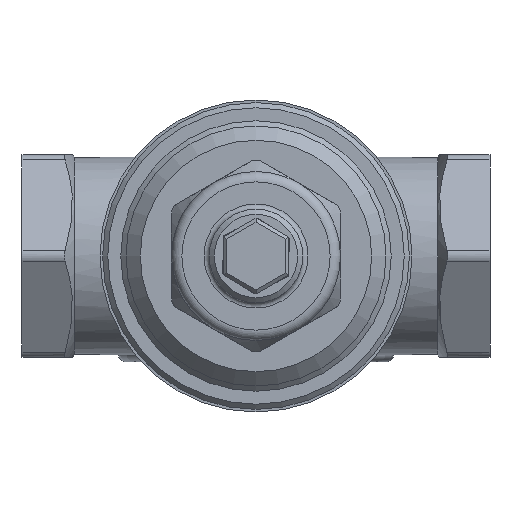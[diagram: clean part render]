
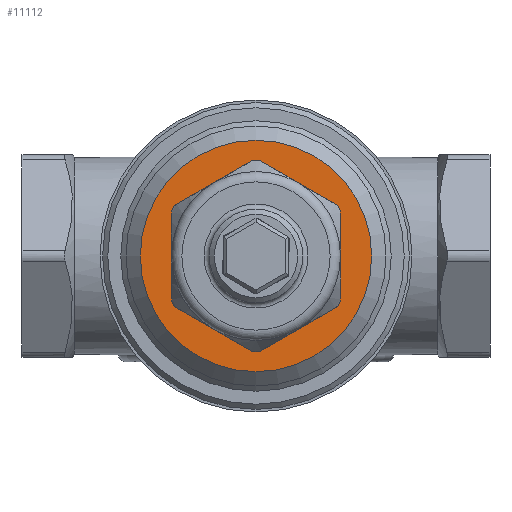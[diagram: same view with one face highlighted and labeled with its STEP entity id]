
A CAD part, front view. The second image highlights one B-rep face of the part: STEP entity #11112.
In plain terms, the highlighted planar face has unit normal (0, -1, 0).
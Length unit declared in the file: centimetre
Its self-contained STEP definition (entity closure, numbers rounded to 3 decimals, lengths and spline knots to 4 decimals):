
#150=PLANE('',#11748);
#468=LINE('',#15061,#1254);
#471=LINE('',#15069,#1257);
#473=LINE('',#15075,#1259);
#475=LINE('',#15079,#1261);
#478=LINE('',#15087,#1264);
#481=LINE('',#15095,#1267);
#1254=VECTOR('',#12578,1.6454);
#1257=VECTOR('',#12587,1.6454);
#1259=VECTOR('',#12595,1.6454);
#1261=VECTOR('',#12599,1.6454);
#1264=VECTOR('',#12608,1.6454);
#1267=VECTOR('',#12617,1.6454);
#2192=FACE_BOUND('',#3483,.T.);
#2870=FACE_OUTER_BOUND('',#3482,.T.);
#3482=EDGE_LOOP('',(#7334));
#3483=EDGE_LOOP('',(#7335,#7336,#7337,#7338,#7339,#7340,#7341,#7342,#7343,
#7344,#7345,#7346));
#4149=CIRCLE('',#11685,2.225);
#4172=CIRCLE('',#11725,0.2);
#4173=CIRCLE('',#11728,0.2);
#4174=CIRCLE('',#11731,0.2);
#4175=CIRCLE('',#11735,0.2);
#4176=CIRCLE('',#11738,0.2);
#4177=CIRCLE('',#11741,0.2);
#4454=VERTEX_POINT('',#14988);
#4477=VERTEX_POINT('',#15051);
#4478=VERTEX_POINT('',#15052);
#4479=VERTEX_POINT('',#15057);
#4480=VERTEX_POINT('',#15059);
#4481=VERTEX_POINT('',#15063);
#4482=VERTEX_POINT('',#15067);
#4483=VERTEX_POINT('',#15071);
#4484=VERTEX_POINT('',#15077);
#4485=VERTEX_POINT('',#15081);
#4486=VERTEX_POINT('',#15085);
#4487=VERTEX_POINT('',#15089);
#4488=VERTEX_POINT('',#15093);
#5621=EDGE_CURVE('',#4454,#4454,#4149,.T.);
#5644=EDGE_CURVE('',#4477,#4478,#4172,.T.);
#5649=EDGE_CURVE('',#4479,#4480,#468,.T.);
#5651=EDGE_CURVE('',#4480,#4481,#4173,.T.);
#5653=EDGE_CURVE('',#4481,#4482,#471,.T.);
#5655=EDGE_CURVE('',#4482,#4483,#4174,.T.);
#5656=EDGE_CURVE('',#4483,#4477,#473,.T.);
#5658=EDGE_CURVE('',#4478,#4484,#475,.T.);
#5660=EDGE_CURVE('',#4484,#4485,#4175,.T.);
#5662=EDGE_CURVE('',#4485,#4486,#478,.T.);
#5664=EDGE_CURVE('',#4486,#4487,#4176,.T.);
#5666=EDGE_CURVE('',#4487,#4488,#481,.T.);
#5667=EDGE_CURVE('',#4488,#4479,#4177,.T.);
#7334=ORIENTED_EDGE('',*,*,#5621,.F.);
#7335=ORIENTED_EDGE('',*,*,#5649,.T.);
#7336=ORIENTED_EDGE('',*,*,#5651,.T.);
#7337=ORIENTED_EDGE('',*,*,#5653,.T.);
#7338=ORIENTED_EDGE('',*,*,#5655,.T.);
#7339=ORIENTED_EDGE('',*,*,#5656,.T.);
#7340=ORIENTED_EDGE('',*,*,#5644,.T.);
#7341=ORIENTED_EDGE('',*,*,#5658,.T.);
#7342=ORIENTED_EDGE('',*,*,#5660,.T.);
#7343=ORIENTED_EDGE('',*,*,#5662,.T.);
#7344=ORIENTED_EDGE('',*,*,#5664,.T.);
#7345=ORIENTED_EDGE('',*,*,#5666,.T.);
#7346=ORIENTED_EDGE('',*,*,#5667,.T.);
#11112=ADVANCED_FACE('',(#2870,#2192),#150,.T.);
#11685=AXIS2_PLACEMENT_3D('',#14989,#12490,#12491);
#11725=AXIS2_PLACEMENT_3D('',#15053,#12570,#12571);
#11728=AXIS2_PLACEMENT_3D('',#15065,#12582,#12583);
#11731=AXIS2_PLACEMENT_3D('',#15073,#12591,#12592);
#11735=AXIS2_PLACEMENT_3D('',#15083,#12603,#12604);
#11738=AXIS2_PLACEMENT_3D('',#15091,#12612,#12613);
#11741=AXIS2_PLACEMENT_3D('',#15097,#12620,#12621);
#11748=AXIS2_PLACEMENT_3D('',#15104,#12634,#12635);
#12490=DIRECTION('center_axis',(0.,1.,0.));
#12491=DIRECTION('ref_axis',(0.,0.,1.));
#12570=DIRECTION('center_axis',(0.,1.,0.));
#12571=DIRECTION('ref_axis',(0.,0.,-1.));
#12578=DIRECTION('',(0.866,0.,-0.5));
#12582=DIRECTION('center_axis',(0.,1.,0.));
#12583=DIRECTION('ref_axis',(0.,0.,-1.));
#12587=DIRECTION('',(0.,0.,-1.));
#12591=DIRECTION('center_axis',(0.,1.,0.));
#12592=DIRECTION('ref_axis',(0.,0.,-1.));
#12595=DIRECTION('',(-0.866,0.,-0.5));
#12599=DIRECTION('',(-0.866,0.,0.5));
#12603=DIRECTION('center_axis',(0.,1.,0.));
#12604=DIRECTION('ref_axis',(0.,0.,-1.));
#12608=DIRECTION('',(0.,0.,1.));
#12612=DIRECTION('center_axis',(0.,1.,0.));
#12613=DIRECTION('ref_axis',(0.,0.,-1.));
#12617=DIRECTION('',(0.866,0.,0.5));
#12620=DIRECTION('center_axis',(0.,1.,0.));
#12621=DIRECTION('ref_axis',(0.,0.,-1.));
#12634=DIRECTION('center_axis',(0.,-1.,0.));
#12635=DIRECTION('ref_axis',(0.,0.,-1.));
#14988=CARTESIAN_POINT('',(-1.2135,-3.5683,2.225));
#14989=CARTESIAN_POINT('Origin',(-1.2135,-3.5683,0.));
#15051=CARTESIAN_POINT('',(-1.1135,-3.5683,-1.8187));
#15052=CARTESIAN_POINT('',(-1.3135,-3.5683,-1.8187));
#15053=CARTESIAN_POINT('Origin',(-1.2135,-3.5683,-1.6454));
#15057=CARTESIAN_POINT('',(-1.1135,-3.5683,1.8187));
#15059=CARTESIAN_POINT('',(0.3115,-3.5683,0.9959));
#15061=CARTESIAN_POINT('',(0.3115,-3.5683,0.9959));
#15063=CARTESIAN_POINT('',(0.4115,-3.5683,0.8227));
#15065=CARTESIAN_POINT('Origin',(0.2115,-3.5683,0.8227));
#15067=CARTESIAN_POINT('',(0.4115,-3.5683,-0.8227));
#15069=CARTESIAN_POINT('',(0.4115,-3.5683,-0.8227));
#15071=CARTESIAN_POINT('',(0.3115,-3.5683,-0.9959));
#15073=CARTESIAN_POINT('Origin',(0.2115,-3.5683,-0.8227));
#15075=CARTESIAN_POINT('',(-1.1135,-3.5683,-1.8187));
#15077=CARTESIAN_POINT('',(-2.7385,-3.5683,-0.9959));
#15079=CARTESIAN_POINT('',(-2.7385,-3.5683,-0.9959));
#15081=CARTESIAN_POINT('',(-2.8385,-3.5683,-0.8227));
#15083=CARTESIAN_POINT('Origin',(-2.6385,-3.5683,-0.8227));
#15085=CARTESIAN_POINT('',(-2.8385,-3.5683,0.8227));
#15087=CARTESIAN_POINT('',(-2.8385,-3.5683,0.8227));
#15089=CARTESIAN_POINT('',(-2.7385,-3.5683,0.9959));
#15091=CARTESIAN_POINT('Origin',(-2.6385,-3.5683,0.8227));
#15093=CARTESIAN_POINT('',(-1.3135,-3.5683,1.8187));
#15095=CARTESIAN_POINT('',(-1.3135,-3.5683,1.8187));
#15097=CARTESIAN_POINT('Origin',(-1.2135,-3.5683,1.6454));
#15104=CARTESIAN_POINT('Origin',(-2.7182,-3.5683,0.));
